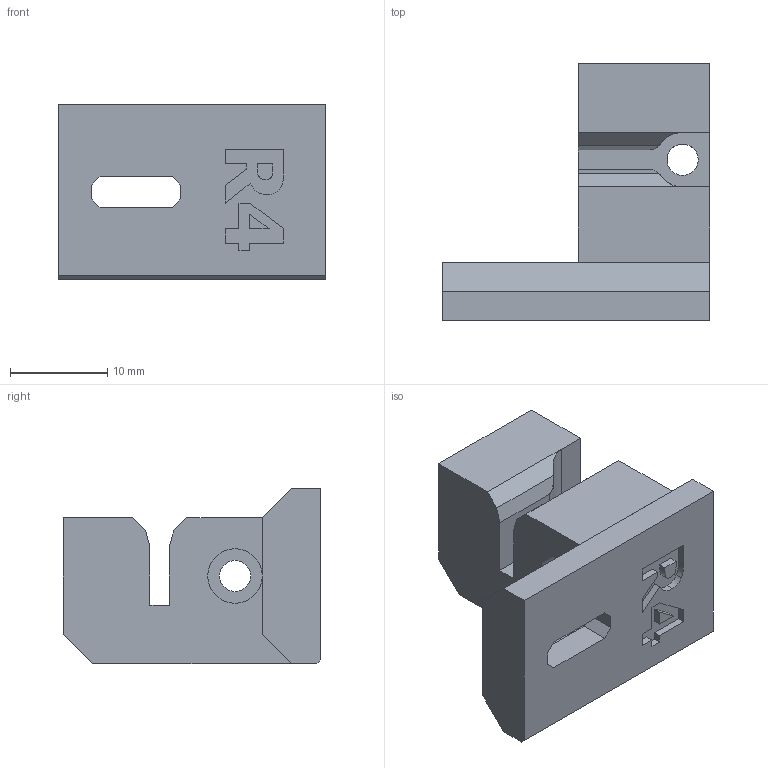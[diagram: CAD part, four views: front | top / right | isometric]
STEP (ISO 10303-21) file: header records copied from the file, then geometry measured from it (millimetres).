
FILE_DESCRIPTION(/* description */ ('STEP AP214'),/* implementation_level */ '2;1');
FILE_NAME(/* name */ 'y-belt-tensioner.stp',/* time_stamp */ '2019-02-11T15:12:09+01:00',/* author */ ('PR'),/* organization */ (''),/* preprocessor_version */ 'ST-DEVELOPER v17',/* originating_system */ 'Autodesk Inventor 2019',/* authorisation */ '');
FILE_SCHEMA (('AUTOMOTIVE_DESIGN { 1 0 10303 214 3 1 1 }'));
Length unit declared in the file: millimetre
Products named in the file (1): new belt holder V4 i4 R4
Bounding box: 27.5 x 26.44 x 18 mm (x, y, z)
Volume: 5790.4 mm3; surface area: 3625.8 mm2
Topology: 1 solids, 6 shells, 154 faces, 405 edges, 267 vertices
Faces by surface type: plane 139, cylinder 8, bspline 7
Full cylindrical faces by diameter (mm): 3.2 x2, 5.6 x1
Entity records: 4746 total; most frequent: CARTESIAN_POINT 918, ORIENTED_EDGE 810, DIRECTION 713, EDGE_CURVE 405, LINE 365, VECTOR 365, VERTEX_POINT 267, AXIS2_PLACEMENT_3D 174
